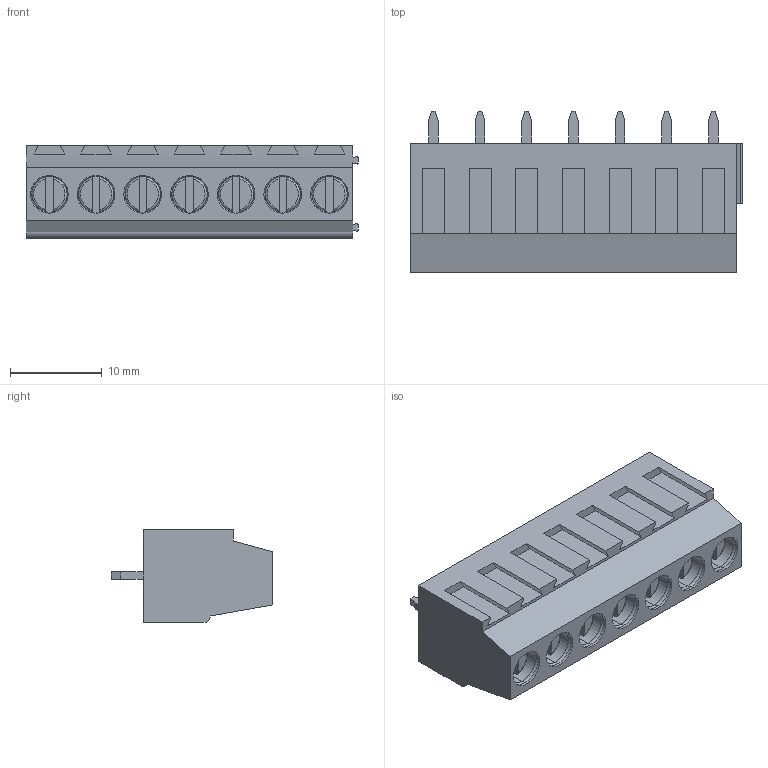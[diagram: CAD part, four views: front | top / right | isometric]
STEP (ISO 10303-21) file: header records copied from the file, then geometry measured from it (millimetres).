
FILE_DESCRIPTION((''),'2;1');
FILE_NAME('DB128L-508-2P','2022-06-03T',('86134'),(''),'PRO/ENGINEER BY PARAMETRIC TECHNOLOGY CORPORATION, 2010280','PRO/ENGINEER BY PARAMETRIC TECHNOLOGY CORPORATION, 2010280','');
FILE_SCHEMA(('CONFIG_CONTROL_DESIGN'));
Length unit declared in the file: millimetre
Products named in the file (1): DB128L-508-2P
Bounding box: 36.13 x 17.6 x 10.1 mm (x, y, z)
Volume: 4052 mm3; surface area: 3001.8 mm2
Topology: 1 solids, 29 shells, 582 faces, 1400 edges, 917 vertices
Faces by surface type: plane 385, cylinder 105, torus 42, cone 28, bspline 14, extrusion 8
Entity records: 19056 total; most frequent: CARTESIAN_POINT 5488, ORIENTED_EDGE 2800, DIRECTION 2720, EDGE_CURVE 1400, VERTEX_POINT 917, AXIS2_PLACEMENT_3D 909, VECTOR 902, LINE 894
